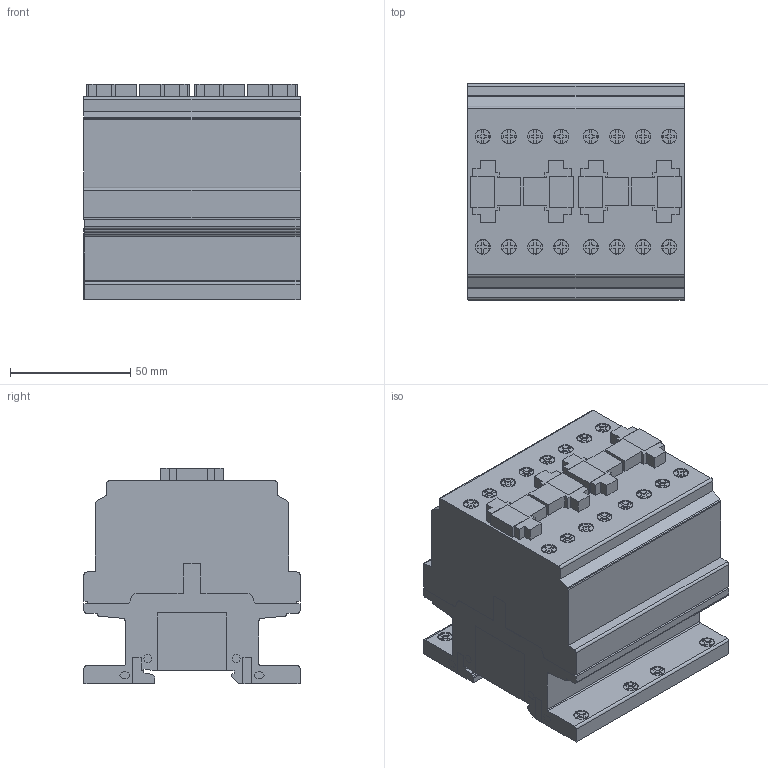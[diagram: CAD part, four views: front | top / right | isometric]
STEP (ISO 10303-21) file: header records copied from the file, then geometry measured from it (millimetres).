
FILE_DESCRIPTION((''),'2;1');
FILE_NAME('3d_BFA0254212060.stp','2012-10-03T12:40:42',(''),(''),'Mechanical Desktop 2011','Mechanical Desktop 2011',', , ');
FILE_SCHEMA(('CONFIG_CONTROL_DESIGN'));
Length unit declared in the file: millimetre
Products named in the file (1): Product
Bounding box: 90 x 90 x 89.8 mm (x, y, z)
Volume: 572165.6 mm3; surface area: 57817.8 mm2
Topology: 9 solids, 9 shells, 1072 faces, 3478 edges, 2949 vertices
Faces by surface type: plane 815, cylinder 205, bspline 52
Entity records: 37345 total; most frequent: CARTESIAN_POINT 7206, ORIENTED_EDGE 6056, DIRECTION 6023, EDGE_CURVE 3028, VECTOR 2975, LINE 2975, VERTEX_POINT 2049, AXIS2_PLACEMENT_3D 1524
